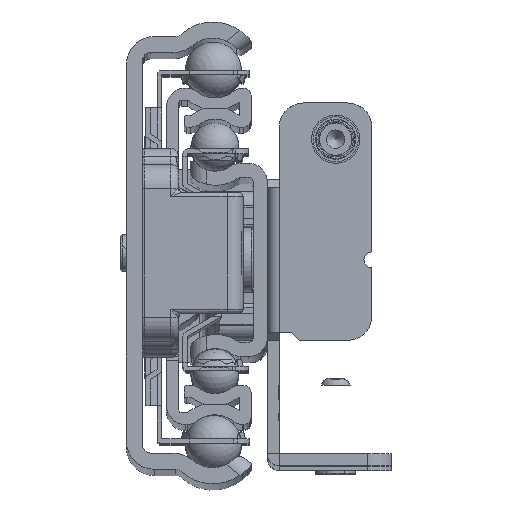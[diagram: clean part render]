
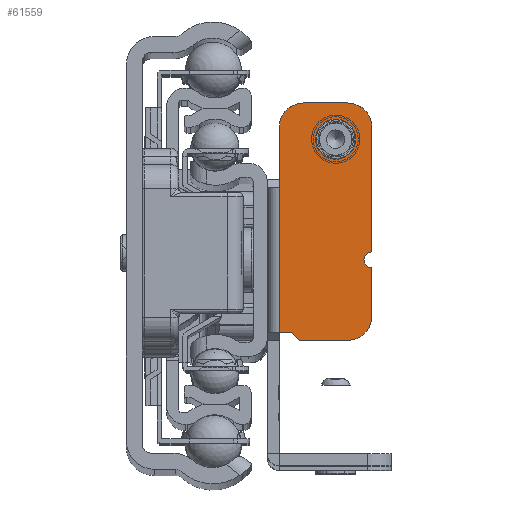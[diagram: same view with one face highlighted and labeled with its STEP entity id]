
A CAD part, top view. The second image highlights one B-rep face of the part: STEP entity #61559.
In plain terms, the highlighted planar face has unit normal (0, 0, 1).
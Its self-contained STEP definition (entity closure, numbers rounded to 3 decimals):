
#1701=FACE_BOUND('',#10219,.T.);
#3633=CIRCLE('',#65114,2.05);
#3634=CIRCLE('',#65116,1.);
#3639=CIRCLE('',#65127,3.);
#3640=CIRCLE('',#65128,3.);
#3641=CIRCLE('',#65129,3.);
#6980=FACE_OUTER_BOUND('',#10218,.T.);
#10218=EDGE_LOOP('',(#40572,#40573,#40574,#40575,#40576,#40577,#40578,#40579,
#40580,#40581,#40582,#40583));
#10219=EDGE_LOOP('',(#40584));
#14000=LINE('',#88432,#18735);
#14009=LINE('',#88457,#18744);
#14012=LINE('',#88462,#18747);
#14014=LINE('',#88466,#18749);
#14015=LINE('',#88471,#18750);
#14016=LINE('',#88475,#18751);
#14017=LINE('',#88476,#18752);
#14018=LINE('',#88479,#18753);
#18735=VECTOR('',#72161,10.);
#18744=VECTOR('',#72180,10.);
#18747=VECTOR('',#72185,10.);
#18749=VECTOR('',#72189,10.);
#18750=VECTOR('',#72194,10.);
#18751=VECTOR('',#72197,10.);
#18752=VECTOR('',#72198,10.);
#18753=VECTOR('',#72201,10.);
#23446=VERTEX_POINT('',#88415);
#23447=VERTEX_POINT('',#88419);
#23448=VERTEX_POINT('',#88420);
#23452=VERTEX_POINT('',#88430);
#23462=VERTEX_POINT('',#88454);
#23463=VERTEX_POINT('',#88456);
#23464=VERTEX_POINT('',#88460);
#23465=VERTEX_POINT('',#88464);
#23466=VERTEX_POINT('',#88468);
#23467=VERTEX_POINT('',#88470);
#23468=VERTEX_POINT('',#88472);
#23469=VERTEX_POINT('',#88474);
#23470=VERTEX_POINT('',#88477);
#30069=EDGE_CURVE('',#23446,#23446,#3633,.T.);
#30070=EDGE_CURVE('',#23447,#23448,#3634,.T.);
#30076=EDGE_CURVE('',#23452,#23447,#14000,.T.);
#30088=EDGE_CURVE('',#23462,#23463,#14009,.T.);
#30091=EDGE_CURVE('',#23464,#23462,#14012,.T.);
#30093=EDGE_CURVE('',#23465,#23464,#14014,.T.);
#30094=EDGE_CURVE('',#23452,#23466,#3639,.T.);
#30095=EDGE_CURVE('',#23467,#23466,#14015,.T.);
#30096=EDGE_CURVE('',#23467,#23468,#3640,.T.);
#30097=EDGE_CURVE('',#23469,#23468,#14016,.T.);
#30098=EDGE_CURVE('',#23463,#23469,#14017,.T.);
#30099=EDGE_CURVE('',#23465,#23470,#3641,.T.);
#30100=EDGE_CURVE('',#23448,#23470,#14018,.T.);
#40572=ORIENTED_EDGE('',*,*,#30070,.F.);
#40573=ORIENTED_EDGE('',*,*,#30076,.F.);
#40574=ORIENTED_EDGE('',*,*,#30094,.T.);
#40575=ORIENTED_EDGE('',*,*,#30095,.F.);
#40576=ORIENTED_EDGE('',*,*,#30096,.T.);
#40577=ORIENTED_EDGE('',*,*,#30097,.F.);
#40578=ORIENTED_EDGE('',*,*,#30098,.F.);
#40579=ORIENTED_EDGE('',*,*,#30088,.F.);
#40580=ORIENTED_EDGE('',*,*,#30091,.F.);
#40581=ORIENTED_EDGE('',*,*,#30093,.F.);
#40582=ORIENTED_EDGE('',*,*,#30099,.T.);
#40583=ORIENTED_EDGE('',*,*,#30100,.F.);
#40584=ORIENTED_EDGE('',*,*,#30069,.F.);
#56794=PLANE('',#65126);
#61559=ADVANCED_FACE('',(#6980,#1701),#56794,.T.);
#65114=AXIS2_PLACEMENT_3D('',#88417,#72147,#72148);
#65116=AXIS2_PLACEMENT_3D('',#88421,#72151,#72152);
#65126=AXIS2_PLACEMENT_3D('',#88467,#72190,#72191);
#65127=AXIS2_PLACEMENT_3D('',#88469,#72192,#72193);
#65128=AXIS2_PLACEMENT_3D('',#88473,#72195,#72196);
#65129=AXIS2_PLACEMENT_3D('',#88478,#72199,#72200);
#72147=DIRECTION('center_axis',(0.,0.,
1.));
#72148=DIRECTION('ref_axis',(-1.,0.,0.));
#72151=DIRECTION('center_axis',(0.,0.,
1.));
#72152=DIRECTION('ref_axis',(0.,-1.,0.));
#72161=DIRECTION('',(0.,-1.,0.));
#72180=DIRECTION('',(-1.,0.,0.));
#72185=DIRECTION('',(-0.707,0.707,0.));
#72189=DIRECTION('',(-1.,0.,0.));
#72190=DIRECTION('center_axis',(0.,0.,
1.));
#72191=DIRECTION('ref_axis',(1.,0.,0.));
#72192=DIRECTION('center_axis',(0.,0.,
1.));
#72193=DIRECTION('ref_axis',(0.707,0.707,0.));
#72194=DIRECTION('',(1.,0.,0.));
#72195=DIRECTION('center_axis',(0.,0.,
1.));
#72196=DIRECTION('ref_axis',(-0.707,0.707,0.));
#72197=DIRECTION('',(0.,1.,0.));
#72198=DIRECTION('',(0.,1.,0.));
#72199=DIRECTION('center_axis',(0.,0.,
1.));
#72200=DIRECTION('ref_axis',(0.707,-0.707,0.));
#72201=DIRECTION('',(0.,-1.,0.));
#88415=CARTESIAN_POINT('',(17.3,15.,-500.5));
#88417=CARTESIAN_POINT('Origin',(15.25,15.,-500.5));
#88419=CARTESIAN_POINT('',(19.75,1.,-500.5));
#88420=CARTESIAN_POINT('',(19.75,-1.,-500.5));
#88421=CARTESIAN_POINT('Origin',(19.75,0.,-500.5));
#88430=CARTESIAN_POINT('',(19.75,16.5,-500.5));
#88432=CARTESIAN_POINT('',(19.75,19.5,-500.5));
#88454=CARTESIAN_POINT('',(9.75,-9.,-500.5));
#88456=CARTESIAN_POINT('',(8.25,-9.,-500.5));
#88457=CARTESIAN_POINT('',(10.866,-9.,-500.5));
#88460=CARTESIAN_POINT('',(10.75,-10.,-500.5));
#88462=CARTESIAN_POINT('',(8.433,-7.683,-500.5));
#88464=CARTESIAN_POINT('',(16.75,-10.,-500.5));
#88466=CARTESIAN_POINT('',(19.75,-10.,-500.5));
#88467=CARTESIAN_POINT('Origin',(13.482,0.,
-500.5));
#88468=CARTESIAN_POINT('',(16.75,19.5,-500.5));
#88469=CARTESIAN_POINT('Origin',(16.75,16.5,-500.5));
#88470=CARTESIAN_POINT('',(11.25,19.5,-500.5));
#88471=CARTESIAN_POINT('',(8.25,19.5,-500.5));
#88472=CARTESIAN_POINT('',(8.25,16.5,-500.5));
#88473=CARTESIAN_POINT('Origin',(11.25,16.5,-500.5));
#88474=CARTESIAN_POINT('',(8.25,9.,-500.5));
#88475=CARTESIAN_POINT('',(8.25,9.,-500.5));
#88476=CARTESIAN_POINT('',(8.25,0.,-500.5));
#88477=CARTESIAN_POINT('',(19.75,-7.,-500.5));
#88478=CARTESIAN_POINT('Origin',(16.75,-7.,-500.5));
#88479=CARTESIAN_POINT('',(19.75,19.5,-500.5));
